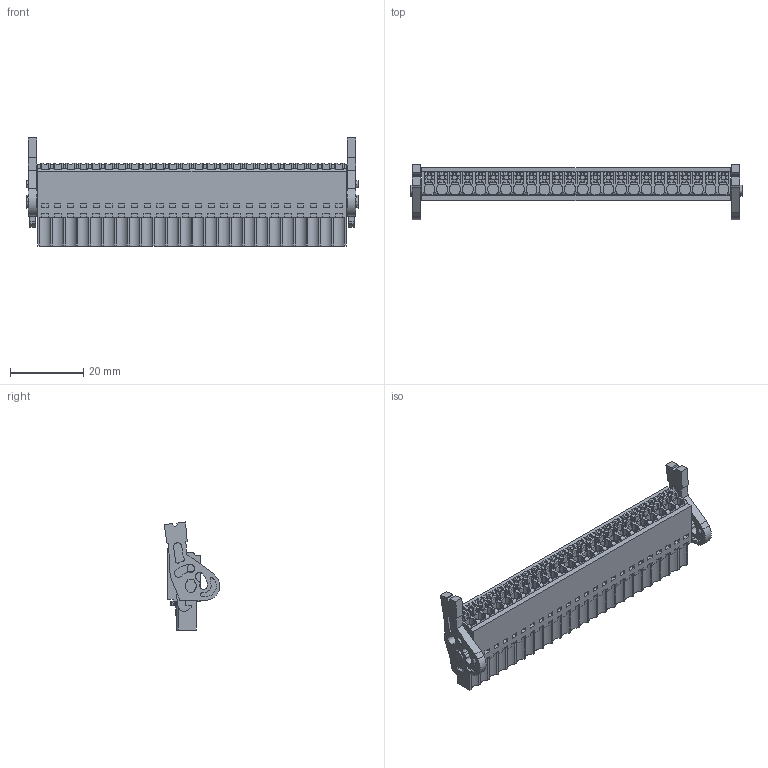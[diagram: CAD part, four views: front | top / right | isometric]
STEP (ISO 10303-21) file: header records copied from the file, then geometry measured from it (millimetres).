
FILE_DESCRIPTION(('CATIA V5 STEP Exchange','CAx-IF Rec.Pracs.--- Model Styling and Organization---1.2---2011-12-15'),'2;1');
FILE_NAME ('D1462583_0', '2017-04-26T09:41:00+00:00', ('none'), ('Weidmueller'), 'CATIA Version 5-6 Release 2014', 'CATIA V5 STEP AP214', 'none');
FILE_SCHEMA(('AUTOMOTIVE_DESIGN { 1 0 10303 214 1 1 1 1 }'));
Products named in the file (1): 2459830000
Bounding box: 90.9 x 15.3 x 29.59 mm (x, y, z)
Volume: 13086.1 mm3; surface area: 11025.1 mm2
Topology: 27 solids, 27 shells, 2402 faces, 7025 edges, 4737 vertices
Faces by surface type: plane 2121, cylinder 281
Entity records: 72581 total; most frequent: CARTESIAN_POINT 14494, ORIENTED_EDGE 14050, DIRECTION 8845, EDGE_CURVE 7025, VECTOR 5782, LINE 5782, VERTEX_POINT 4737, EDGE_LOOP 2522
